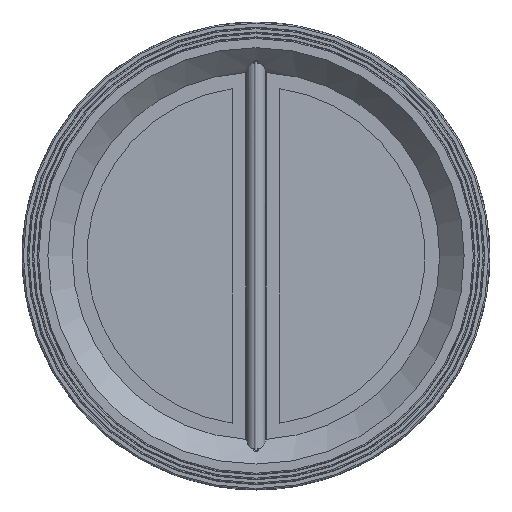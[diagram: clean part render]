
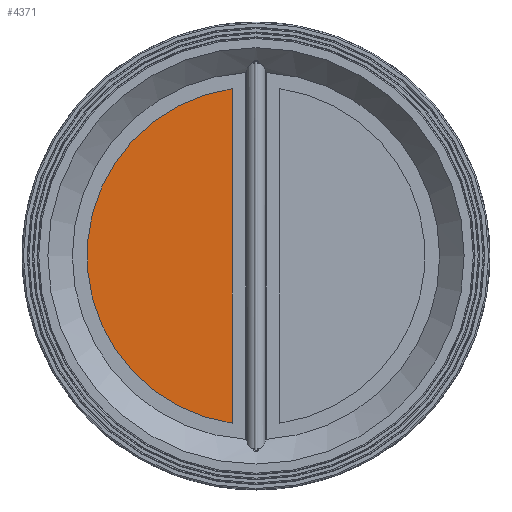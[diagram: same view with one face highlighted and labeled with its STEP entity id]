
A CAD part, top view. The second image highlights one B-rep face of the part: STEP entity #4371.
In plain terms, the highlighted face is planar.
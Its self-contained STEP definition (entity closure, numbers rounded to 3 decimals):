
#530=CIRCLE('',#4829,138.);
#755=FACE_OUTER_BOUND('',#1028,.T.);
#1028=EDGE_LOOP('',(#3620,#3621));
#1312=LINE('',#8758,#1586);
#1586=VECTOR('',#5852,10.);
#1961=VERTEX_POINT('',#8752);
#1962=VERTEX_POINT('',#8754);
#2534=EDGE_CURVE('',#1961,#1962,#530,.T.);
#2536=EDGE_CURVE('',#1962,#1961,#1312,.T.);
#3620=ORIENTED_EDGE('',*,*,#2536,.F.);
#3621=ORIENTED_EDGE('',*,*,#2534,.F.);
#3925=PLANE('',#4831);
#4371=ADVANCED_FACE('',(#755),#3925,.T.);
#4829=AXIS2_PLACEMENT_3D('',#8755,#5847,#5848);
#4831=AXIS2_PLACEMENT_3D('',#8759,#5853,#5854);
#5847=DIRECTION('center_axis',(0.,-1.,0.));
#5848=DIRECTION('ref_axis',(-0.99,0.,0.141));
#5852=DIRECTION('',(1.,0.,0.));
#5853=DIRECTION('center_axis',(0.,1.,0.));
#5854=DIRECTION('ref_axis',(0.,0.,1.));
#8752=CARTESIAN_POINT('',(136.615,83.,19.5));
#8754=CARTESIAN_POINT('',(-136.615,83.,19.5));
#8755=CARTESIAN_POINT('Origin',(0.,83.,0.));
#8758=CARTESIAN_POINT('',(136.615,83.,19.5));
#8759=CARTESIAN_POINT('Origin',(0.,83.,78.75));
